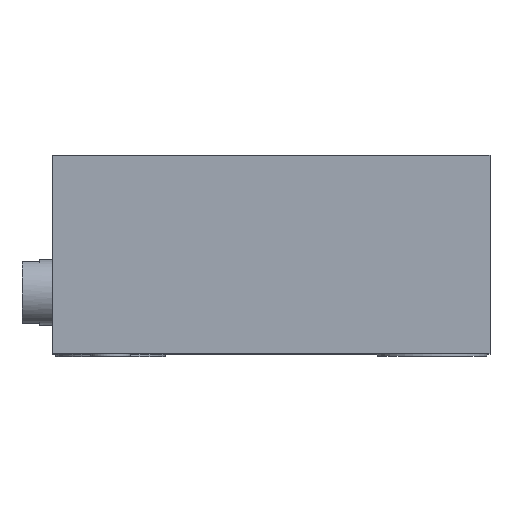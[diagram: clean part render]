
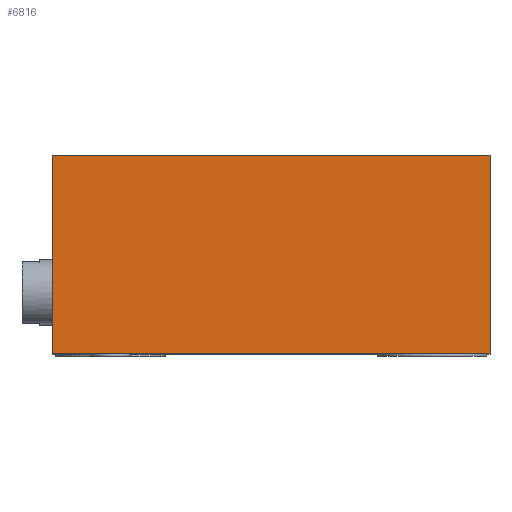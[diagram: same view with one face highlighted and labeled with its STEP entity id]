
A CAD part, top view. The second image highlights one B-rep face of the part: STEP entity #6816.
In plain terms, the highlighted planar face has unit normal (0, 0, 1).
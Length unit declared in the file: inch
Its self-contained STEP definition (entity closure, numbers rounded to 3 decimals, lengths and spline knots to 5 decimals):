
#61=DIRECTION('',(-1.,0.,0.));
#62=VECTOR('',#61,0.5);
#63=CARTESIAN_POINT('',(0.25,0.,0.25));
#64=LINE('',#63,#62);
#65=DIRECTION('',(0.,1.,0.));
#66=VECTOR('',#65,0.227);
#67=CARTESIAN_POINT('',(-0.25,0.,0.25));
#68=LINE('',#67,#66);
#69=DIRECTION('',(0.,-1.,0.));
#70=VECTOR('',#69,0.227);
#71=CARTESIAN_POINT('',(0.25,0.227,0.25));
#72=LINE('',#71,#70);
#85=DIRECTION('',(-1.,0.,0.));
#86=VECTOR('',#85,0.5);
#87=CARTESIAN_POINT('',(0.25,0.227,0.25));
#88=LINE('',#87,#86);
#5071=CARTESIAN_POINT('',(-0.25,0.,0.25));
#5073=VERTEX_POINT('',#5071);
#5075=CARTESIAN_POINT('',(0.25,0.,0.25));
#5076=VERTEX_POINT('',#5075);
#5107=CARTESIAN_POINT('',(0.25,0.227,0.25));
#5108=VERTEX_POINT('',#5107);
#5109=CARTESIAN_POINT('',(-0.25,0.227,0.25));
#5110=VERTEX_POINT('',#5109);
#6804=CARTESIAN_POINT('',(0.,0.1135,0.25));
#6805=DIRECTION('',(0.,0.,1.));
#6806=DIRECTION('',(1.,0.,0.));
#6807=AXIS2_PLACEMENT_3D('',#6804,#6805,#6806);
#6808=PLANE('',#6807);
#6809=ORIENTED_EDGE('',*,*,#6718,.T.);
#6810=ORIENTED_EDGE('',*,*,#6755,.T.);
#6812=ORIENTED_EDGE('',*,*,#6811,.F.);
#6813=ORIENTED_EDGE('',*,*,#6796,.T.);
#6814=EDGE_LOOP('',(#6809,#6810,#6812,#6813));
#6815=FACE_OUTER_BOUND('',#6814,.F.);
#6816=ADVANCED_FACE('',(#6815),#6808,.T.);
#6718=EDGE_CURVE('',#5076,#5073,#64,.T.);
#6755=EDGE_CURVE('',#5073,#5110,#68,.T.);
#6796=EDGE_CURVE('',#5108,#5076,#72,.T.);
#6811=EDGE_CURVE('',#5108,#5110,#88,.T.);
